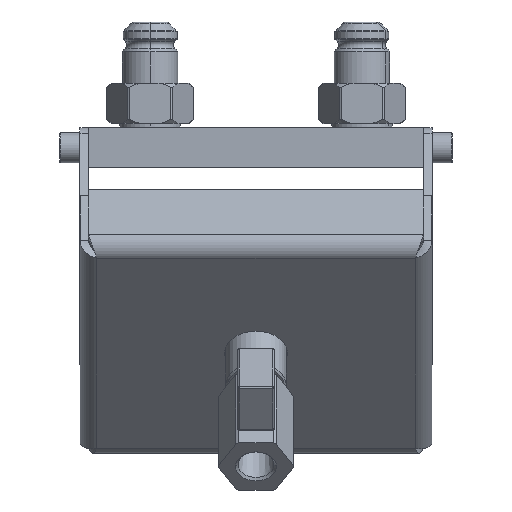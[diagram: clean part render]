
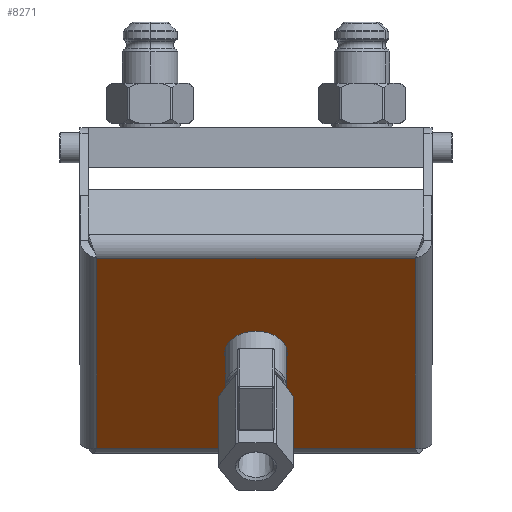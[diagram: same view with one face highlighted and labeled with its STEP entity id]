
A CAD part, top view. The second image highlights one B-rep face of the part: STEP entity #8271.
In plain terms, the highlighted planar face has unit normal (0, -0.707, 0.707).
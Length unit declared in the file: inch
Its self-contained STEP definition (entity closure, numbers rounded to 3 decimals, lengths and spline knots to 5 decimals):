
#237=DIRECTION('',(0.,-0.707,-0.707));
#238=VECTOR('',#237,3.3316);
#239=CARTESIAN_POINT('',(1.9762,-1.13055,3.42622));
#240=LINE('',#239,#238);
#245=CARTESIAN_POINT('',(0.,-2.30844,2.24832));
#246=DIRECTION('',(0.,0.707,-0.707));
#247=DIRECTION('',(0.,0.707,0.707));
#248=AXIS2_PLACEMENT_3D('',#245,#246,#247);
#250=CARTESIAN_POINT('',(0.,-2.30844,2.24832));
#251=DIRECTION('',(0.,0.707,-0.707));
#252=DIRECTION('',(0.,-0.707,-0.707));
#253=AXIS2_PLACEMENT_3D('',#250,#251,#252);
#255=DIRECTION('',(0.,0.707,0.707));
#256=VECTOR('',#255,3.3316);
#257=CARTESIAN_POINT('',(-1.9762,-3.48634,1.07042));
#258=LINE('',#257,#256);
#316=DIRECTION('',(-1.,0.,0.));
#317=VECTOR('',#316,3.9524);
#318=CARTESIAN_POINT('',(1.9762,-3.48634,1.07042));
#319=LINE('',#318,#317);
#6036=DIRECTION('',(1.,0.,0.));
#6037=VECTOR('',#6036,3.9524);
#6038=CARTESIAN_POINT('',(-1.9762,-1.13055,3.42622));
#6039=LINE('',#6038,#6037);
#7287=CARTESIAN_POINT('',(1.9762,-1.13055,3.42622));
#7288=CARTESIAN_POINT('',(1.9762,-3.48634,1.07042));
#7289=VERTEX_POINT('',#7287);
#7290=VERTEX_POINT('',#7288);
#7291=CARTESIAN_POINT('',(-1.9762,-3.48634,1.07042));
#7292=VERTEX_POINT('',#7291);
#7293=CARTESIAN_POINT('',(-1.9762,-1.13055,3.42622));
#7294=VERTEX_POINT('',#7293);
#7347=CARTESIAN_POINT('',(0.,-2.03225,2.52451));
#7348=CARTESIAN_POINT('',(0.,-2.58464,1.97212));
#7349=VERTEX_POINT('',#7347);
#7350=VERTEX_POINT('',#7348);
#8251=CARTESIAN_POINT('',(0.,-2.30844,2.24832));
#8252=DIRECTION('',(0.,0.707,-0.707));
#8253=DIRECTION('',(1.,0.,0.));
#8254=AXIS2_PLACEMENT_3D('',#8251,#8252,#8253);
#8255=PLANE('',#8254);
#8257=ORIENTED_EDGE('',*,*,#8256,.T.);
#8259=ORIENTED_EDGE('',*,*,#8258,.T.);
#8260=ORIENTED_EDGE('',*,*,#8242,.T.);
#8262=ORIENTED_EDGE('',*,*,#8261,.T.);
#8263=EDGE_LOOP('',(#8257,#8259,#8260,#8262));
#8264=FACE_OUTER_BOUND('',#8263,.F.);
#8266=ORIENTED_EDGE('',*,*,#8265,.F.);
#8268=ORIENTED_EDGE('',*,*,#8267,.F.);
#8269=EDGE_LOOP('',(#8266,#8268));
#8270=FACE_BOUND('',#8269,.F.);
#249=CIRCLE('',#248,0.3906);
#254=CIRCLE('',#253,0.3906);
#8242=EDGE_CURVE('',#7289,#7290,#240,.T.);
#8256=EDGE_CURVE('',#7292,#7294,#258,.T.);
#8258=EDGE_CURVE('',#7294,#7289,#6039,.T.);
#8261=EDGE_CURVE('',#7290,#7292,#319,.T.);
#8265=EDGE_CURVE('',#7349,#7350,#249,.T.);
#8267=EDGE_CURVE('',#7350,#7349,#254,.T.);
#8271=ADVANCED_FACE('',(#8264,#8270),#8255,.F.);
